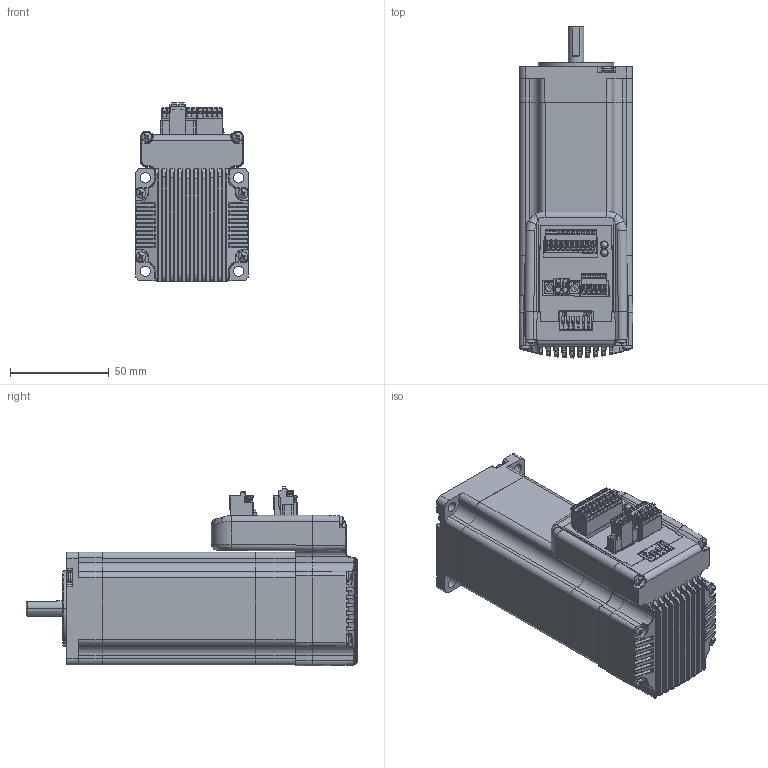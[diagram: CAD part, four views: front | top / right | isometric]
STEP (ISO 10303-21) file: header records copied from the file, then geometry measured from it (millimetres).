
FILE_DESCRIPTION (( 'STEP AP203' ), '1' );
FILE_NAME ('iHSV57-30-18-36-21-38.STEP', '2019-10-22T09:25:18', ( 'USER-' ), ( 'MS' ), 'SwSTEP 2.0', 'SolidWorks 2015', '' );
FILE_SCHEMA (( 'CONFIG_CONTROL_DESIGN' ));
Length unit declared in the file: millimetre
Products named in the file (31): 15EDGKDM-3.81-2P; 57呿蝶耀_1; Assem1_clip;clip_1_1; Assem1_clip;clip_5_1; 珨极趙侜督奻裔; 蹟佪芛_1; Assem1_clip;clip_6; Assem1_Insulator_2-3;Insulator_2_1; Assem1_Base_switch;Base_switch; 57-P PCB_1; Assem1_Insulator_2-1;Insulator_2_1; Assem1_Insulator_1;Insulator_1_1; cross recessed pan head screws gb_GB_CROSS_SCREWS_TYPE1 M2.5X3-3  H type-N; LED-D3R_1; 珨极趙匿鎢; Assem1_Insulator_2;Insulator_2_1; iHSV57-30-18-36-21-38; LED-D3G_1; 2way 3.81s_1; Assem1_clip;clip_3_1; iHsv57儂旯77.62mm; 2.5mm-5way-s_1; Assem1_clip;clip_4_1; 57JS15EDGKD-2.5-5P-MALE; 2.5mm-10way-s_1; Assem1_clip;clip_2_1; 侜督綴裔20mm; 15EDGKD-2.5-10P; 珨极趙醱啣1_1; Assem1_Insulator_2-2;Insulator_2_1; 57一体化散热器_1
Assembly tree (39 placements, depth 3):
  iHSV57-30-18-36-21-38
    侜督綴裔20mm
    57一体化散热器_1
    珨极趙匿鎢
      Assem1_clip;clip_5_1  x2
      Assem1_Insulator_2-3;Insulator_2_1
      Assem1_Insulator_1;Insulator_1_1
      Assem1_Insulator_2;Insulator_2_1
      Assem1_clip;clip_3_1
      Assem1_clip;clip_4_1
      Assem1_clip;clip_2_1
      Assem1_Insulator_2-2;Insulator_2_1
      Assem1_clip;clip_1_1
      Assem1_clip;clip_6
      Assem1_Insulator_2-1;Insulator_2_1
    2way 3.81s_1
    2.5mm-5way-s_1
    2.5mm-10way-s_1
    珨极趙醱啣1_1
    57呿蝶耀_1
    蹟佪芛_1  x4
    57-P PCB_1
    LED-D3R_1
    LED-D3G_1
    iHsv57儂旯77.62mm
    57JS15EDGKD-2.5-5P-MALE
    15EDGKD-2.5-10P
    15EDGKDM-3.81-2P
    珨极趙侜督奻裔
    Assem1_Base_switch;Base_switch
    cross recessed pan head screws gb_GB_CROSS_SCREWS_TYPE1 M2.5X3-3  H type-N  x6
Bounding box: 57.4 x 167.8 x 90.9 mm (x, y, z)
Volume: 397490 mm3; surface area: 112757.8 mm2
Topology: 43 solids, 48 shells, 4494 faces, 11831 edges, 7679 vertices
Faces by surface type: plane 2865, cylinder 1226, bspline 231, cone 128, torus 28, sphere 16
Entity records: 149275 total; most frequent: CARTESIAN_POINT 41321, ORIENTED_EDGE 22442, DIRECTION 20540, EDGE_CURVE 11228, VECTOR 7746, LINE 7746, VERTEX_POINT 7295, AXIS2_PLACEMENT_3D 6397
